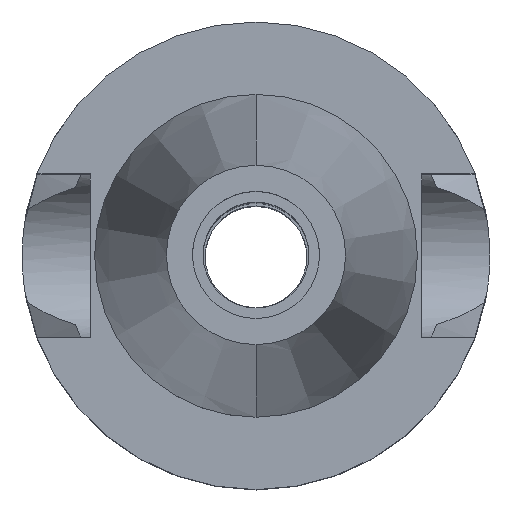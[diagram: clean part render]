
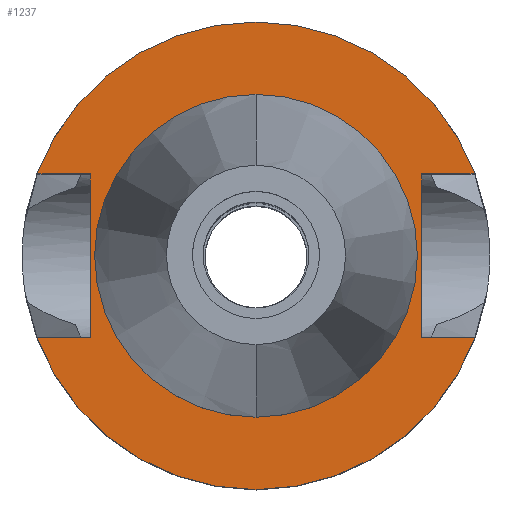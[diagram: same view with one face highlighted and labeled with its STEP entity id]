
A CAD part, top view. The second image highlights one B-rep face of the part: STEP entity #1237.
In plain terms, the highlighted planar face has unit normal (0, 0, 1).
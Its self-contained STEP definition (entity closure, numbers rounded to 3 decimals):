
#94=DIRECTION('',(0.,1.,0.));
#95=VECTOR('',#94,16.1);
#96=CARTESIAN_POINT('',(-16.3,-8.05,-1.));
#97=LINE('',#96,#95);
#101=DIRECTION('',(-1.,0.,0.));
#102=VECTOR('',#101,5.245);
#103=CARTESIAN_POINT('',(-16.3,8.05,-1.));
#104=LINE('',#103,#102);
#108=CARTESIAN_POINT('',(0.,0.,-1.));
#109=DIRECTION('',(0.,0.,-1.));
#110=DIRECTION('',(-0.937,0.35,0.));
#111=AXIS2_PLACEMENT_3D('',#108,#109,#110);
#116=CARTESIAN_POINT('',(0.,0.,-1.));
#117=DIRECTION('',(0.,0.,-1.));
#118=DIRECTION('',(0.,1.,0.));
#119=AXIS2_PLACEMENT_3D('',#116,#117,#118);
#124=DIRECTION('',(0.,-1.,0.));
#125=VECTOR('',#124,16.1);
#126=CARTESIAN_POINT('',(16.3,8.05,-1.));
#127=LINE('',#126,#125);
#131=DIRECTION('',(1.,0.,0.));
#132=VECTOR('',#131,5.245);
#133=CARTESIAN_POINT('',(16.3,-8.05,-1.));
#134=LINE('',#133,#132);
#138=CARTESIAN_POINT('',(0.,0.,-1.));
#139=DIRECTION('',(0.,0.,-1.));
#140=DIRECTION('',(0.937,-0.35,0.));
#141=AXIS2_PLACEMENT_3D('',#138,#139,#140);
#146=CARTESIAN_POINT('',(0.,0.,-1.));
#147=DIRECTION('',(0.,0.,-1.));
#148=DIRECTION('',(0.,-1.,0.));
#149=AXIS2_PLACEMENT_3D('',#146,#147,#148);
#154=CARTESIAN_POINT('',(0.,0.,-1.));
#155=DIRECTION('',(0.,0.,1.));
#156=DIRECTION('',(0.,-1.,0.));
#157=AXIS2_PLACEMENT_3D('',#154,#155,#156);
#162=CARTESIAN_POINT('',(0.,0.,-1.));
#163=DIRECTION('',(0.,0.,1.));
#164=DIRECTION('',(0.,1.,0.));
#165=AXIS2_PLACEMENT_3D('',#162,#163,#164);
#210=DIRECTION('',(-1.,0.,0.));
#211=VECTOR('',#210,5.245);
#212=CARTESIAN_POINT('',(-16.3,-8.05,-1.));
#213=LINE('',#212,#211);
#333=DIRECTION('',(1.,0.,0.));
#334=VECTOR('',#333,5.245);
#335=CARTESIAN_POINT('',(16.3,8.05,-1.));
#336=LINE('',#335,#334);
#1104=CARTESIAN_POINT('',(-16.3,-8.05,-1.));
#1105=VERTEX_POINT('',#1104);
#1106=CARTESIAN_POINT('',(-21.545,-8.05,-1.));
#1107=VERTEX_POINT('',#1106);
#1108=CARTESIAN_POINT('',(-16.3,8.05,-1.));
#1109=VERTEX_POINT('',#1108);
#1110=CARTESIAN_POINT('',(-21.545,8.05,-1.));
#1111=VERTEX_POINT('',#1110);
#1112=CARTESIAN_POINT('',(0.,23.,-1.));
#1113=CARTESIAN_POINT('',(21.545,8.05,-1.));
#1114=VERTEX_POINT('',#1112);
#1115=VERTEX_POINT('',#1113);
#1116=CARTESIAN_POINT('',(16.3,8.05,-1.));
#1117=VERTEX_POINT('',#1116);
#1118=CARTESIAN_POINT('',(16.3,-8.05,-1.));
#1119=VERTEX_POINT('',#1118);
#1120=CARTESIAN_POINT('',(21.545,-8.05,-1.));
#1121=VERTEX_POINT('',#1120);
#1122=CARTESIAN_POINT('',(0.,-23.,-1.));
#1123=VERTEX_POINT('',#1122);
#1124=CARTESIAN_POINT('',(0.,-15.875,-1.));
#1125=CARTESIAN_POINT('',(0.,15.875,-1.));
#1126=VERTEX_POINT('',#1124);
#1127=VERTEX_POINT('',#1125);
#1206=CARTESIAN_POINT('',(0.,0.,-1.));
#1207=DIRECTION('',(0.,0.,-1.));
#1208=DIRECTION('',(0.,-1.,0.));
#1209=AXIS2_PLACEMENT_3D('',#1206,#1207,#1208);
#1210=PLANE('',#1209);
#1212=ORIENTED_EDGE('',*,*,#1211,.T.);
#1214=ORIENTED_EDGE('',*,*,#1213,.T.);
#1216=ORIENTED_EDGE('',*,*,#1215,.T.);
#1218=ORIENTED_EDGE('',*,*,#1217,.T.);
#1220=ORIENTED_EDGE('',*,*,#1219,.F.);
#1222=ORIENTED_EDGE('',*,*,#1221,.T.);
#1224=ORIENTED_EDGE('',*,*,#1223,.T.);
#1226=ORIENTED_EDGE('',*,*,#1225,.T.);
#1228=ORIENTED_EDGE('',*,*,#1227,.T.);
#1230=ORIENTED_EDGE('',*,*,#1229,.F.);
#1231=EDGE_LOOP('',(#1212,#1214,#1216,#1218,#1220,#1222,#1224,#1226,#1228,
#1230));
#1232=FACE_OUTER_BOUND('',#1231,.F.);
#1233=ORIENTED_EDGE('',*,*,#1185,.T.);
#1234=ORIENTED_EDGE('',*,*,#1201,.T.);
#1235=EDGE_LOOP('',(#1233,#1234));
#1236=FACE_BOUND('',#1235,.F.);
#112=CIRCLE('',#111,23.);
#120=CIRCLE('',#119,23.);
#142=CIRCLE('',#141,23.);
#150=CIRCLE('',#149,23.);
#158=CIRCLE('',#157,15.875);
#166=CIRCLE('',#165,15.875);
#1185=EDGE_CURVE('',#1126,#1127,#158,.T.);
#1201=EDGE_CURVE('',#1127,#1126,#166,.T.);
#1211=EDGE_CURVE('',#1105,#1109,#97,.T.);
#1213=EDGE_CURVE('',#1109,#1111,#104,.T.);
#1215=EDGE_CURVE('',#1111,#1114,#112,.T.);
#1217=EDGE_CURVE('',#1114,#1115,#120,.T.);
#1219=EDGE_CURVE('',#1117,#1115,#336,.T.);
#1221=EDGE_CURVE('',#1117,#1119,#127,.T.);
#1223=EDGE_CURVE('',#1119,#1121,#134,.T.);
#1225=EDGE_CURVE('',#1121,#1123,#142,.T.);
#1227=EDGE_CURVE('',#1123,#1107,#150,.T.);
#1229=EDGE_CURVE('',#1105,#1107,#213,.T.);
#1237=ADVANCED_FACE('',(#1232,#1236),#1210,.F.);
